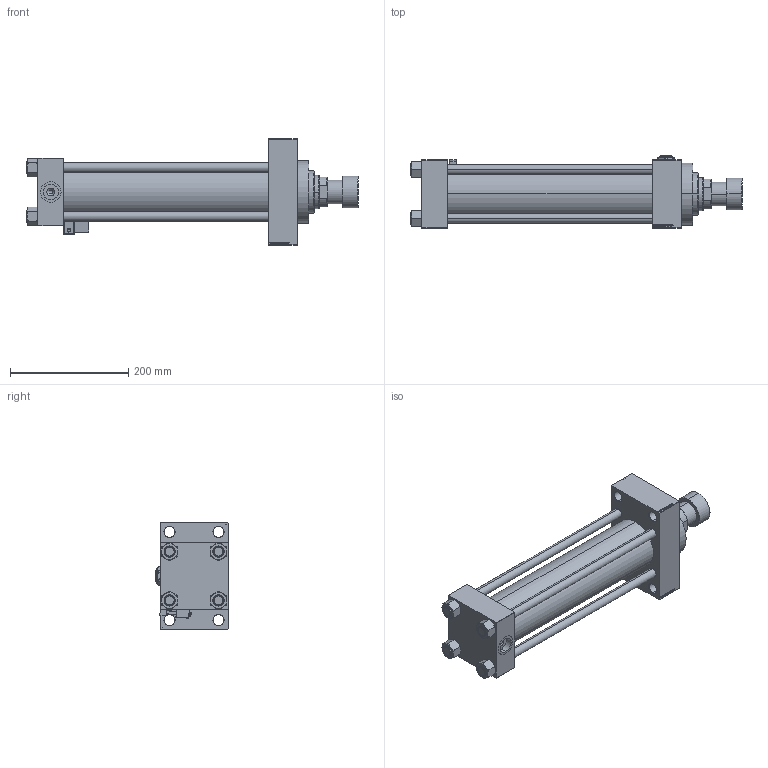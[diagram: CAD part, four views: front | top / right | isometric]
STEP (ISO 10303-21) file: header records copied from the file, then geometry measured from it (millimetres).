
FILE_DESCRIPTION (( 'STEP AP203' ), '1' );
FILE_NAME ('f5aa.STEP', '2025-12-11T12:51:07', ( '' ), ( '' ), 'SwSTEP 2.0', 'SolidWorks 2019', '' );
FILE_SCHEMA (( 'CONFIG_CONTROL_DESIGN' ));
Length unit declared in the file: millimetre
Products named in the file (9): V215CD_D_Body 4ded40ac28d393ebe3a7ca67c86aa12e; V215CD_NUT_M5_D 4ded40ac28d393ebe3a7ca67c86aa12e; V215CD_D_TYCINKA 4ded40ac28d393ebe3a7ca67c86aa12e; V215CR_MSU 4ded40ac28d393ebe3a7ca67c86aa12e; f5aa; V215CR_ROD_END_F 4ded40ac28d393ebe3a7ca67c86aa12e; V215CD_VCP_D 4ded40ac28d393ebe3a7ca67c86aa12e; Zatka_pro_OIL_PORT 4ded40ac28d393ebe3a7ca67c86aa12e; V215CD_VC_A 4ded40ac28d393ebe3a7ca67c86aa12e
Assembly tree (14 placements, depth 2):
  f5aa
    V215CD_D_Body 4ded40ac28d393ebe3a7ca67c86aa12e
    V215CD_VC_A 4ded40ac28d393ebe3a7ca67c86aa12e
    V215CD_VCP_D 4ded40ac28d393ebe3a7ca67c86aa12e
    V215CD_D_TYCINKA 4ded40ac28d393ebe3a7ca67c86aa12e  x4
    V215CD_NUT_M5_D 4ded40ac28d393ebe3a7ca67c86aa12e  x4
    V215CR_ROD_END_F 4ded40ac28d393ebe3a7ca67c86aa12e
    V215CR_MSU 4ded40ac28d393ebe3a7ca67c86aa12e
    Zatka_pro_OIL_PORT 4ded40ac28d393ebe3a7ca67c86aa12e
Bounding box: 562 x 122 x 180 mm (x, y, z)
Volume: 3370241.5 mm3; surface area: 580399.8 mm2
Topology: 14 solids, 14 shells, 1282 faces, 3207 edges, 2059 vertices
Faces by surface type: plane 599, bspline 368, cone 164, cylinder 121, torus 18, sphere 12
Entity records: 51803 total; most frequent: CARTESIAN_POINT 26095, ORIENTED_EDGE 5654, DIRECTION 3895, EDGE_CURVE 2827, VERTEX_POINT 1837, VECTOR 1659, LINE 1659, EDGE_LOOP 1264
